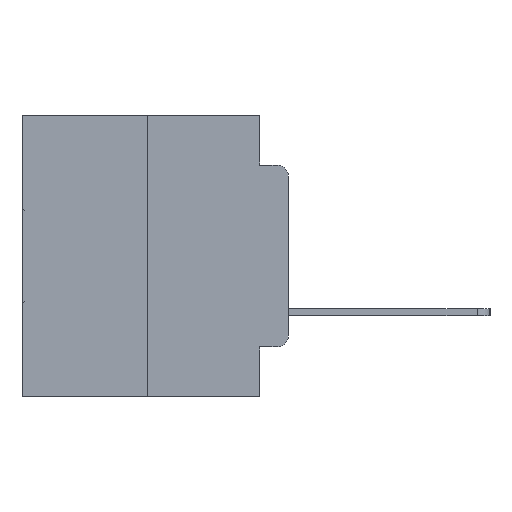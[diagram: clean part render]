
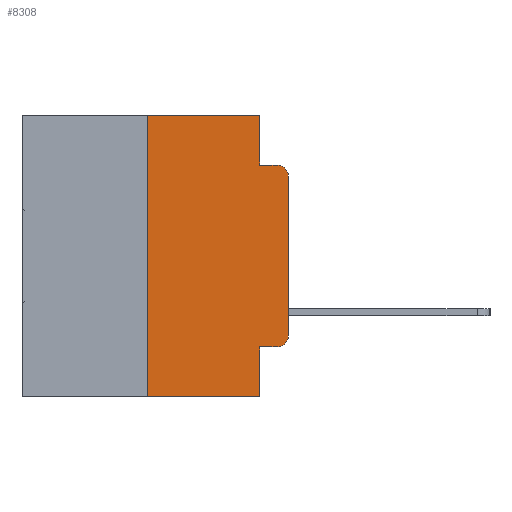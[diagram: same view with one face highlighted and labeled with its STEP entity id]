
A CAD part, left-side view. The second image highlights one B-rep face of the part: STEP entity #8308.
In plain terms, the highlighted planar face has unit normal (-1, 0, 0).
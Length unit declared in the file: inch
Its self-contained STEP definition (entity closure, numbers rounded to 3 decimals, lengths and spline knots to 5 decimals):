
#159 = LINE ( 'NONE', #6260, #30475 ) ;
#472 = VERTEX_POINT ( 'NONE', #27624 ) ;
#553 = DIRECTION ( 'NONE',  ( 0., 0., -1. ) ) ;
#580 = CARTESIAN_POINT ( 'NONE',  ( 0., 0.051, 0. ) ) ;
#659 = VERTEX_POINT ( 'NONE', #9986 ) ;
#889 = CARTESIAN_POINT ( 'NONE',  ( 0., 0.02, -0.0885 ) ) ;
#1215 = CARTESIAN_POINT ( 'NONE',  ( 0., 0., -0.3915 ) ) ;
#1652 = CARTESIAN_POINT ( 'NONE',  ( 0., 0.02, -0.1085 ) ) ;
#1710 = EDGE_CURVE ( 'NONE', #17121, #17642, #13251, .T. ) ;
#2504 = CIRCLE ( 'NONE', #6854, 0.02 ) ;
#2523 = VERTEX_POINT ( 'NONE', #14287 ) ;
#2674 = VERTEX_POINT ( 'NONE', #19710 ) ;
#2852 = LINE ( 'NONE', #2926, #14487 ) ;
#2926 = CARTESIAN_POINT ( 'NONE',  ( 0., 0.051, -0.4115 ) ) ;
#4016 = ORIENTED_EDGE ( 'NONE', *, *, #12938, .F. ) ;
#4125 = DIRECTION ( 'NONE',  ( 0., 0., -1. ) ) ;
#5179 = VERTEX_POINT ( 'NONE', #21143 ) ;
#5326 = PLANE ( 'NONE',  #19376 ) ;
#5554 = EDGE_CURVE ( 'NONE', #2674, #17121, #2852, .T. ) ;
#6253 = VECTOR ( 'NONE', #29970, 39.37008 ) ;
#6260 = CARTESIAN_POINT ( 'NONE',  ( 0., 0.473, -0.5 ) ) ;
#6854 = AXIS2_PLACEMENT_3D ( 'NONE', #1652, #18911, #4125 ) ;
#7442 = VECTOR ( 'NONE', #30259, 39.37008 ) ;
#7681 = VERTEX_POINT ( 'NONE', #21428 ) ;
#7841 = DIRECTION ( 'NONE',  ( 1., 0., 0. ) ) ;
#7899 = EDGE_CURVE ( 'NONE', #2523, #659, #14700, .T. ) ;
#8118 = VECTOR ( 'NONE', #13710, 39.37008 ) ;
#8308 = ADVANCED_FACE ( 'NONE', ( #9661 ), #5326, .F. ) ;
#8738 = CARTESIAN_POINT ( 'NONE',  ( 0., 0.25, 0. ) ) ;
#8825 = VECTOR ( 'NONE', #28521, 39.37008 ) ;
#9255 = DIRECTION ( 'NONE',  ( -1., 0., 0. ) ) ;
#9341 = CARTESIAN_POINT ( 'NONE',  ( 0., 0.02, -0.3915 ) ) ;
#9661 = FACE_OUTER_BOUND ( 'NONE', #18394, .T. ) ;
#9986 = CARTESIAN_POINT ( 'NONE',  ( 0., 0.25, 0. ) ) ;
#10065 = VECTOR ( 'NONE', #29273, 39.37008 ) ;
#11286 = ORIENTED_EDGE ( 'NONE', *, *, #24098, .F. ) ;
#11355 = ORIENTED_EDGE ( 'NONE', *, *, #1710, .T. ) ;
#12938 = EDGE_CURVE ( 'NONE', #5179, #21845, #20512, .T. ) ;
#13251 = CIRCLE ( 'NONE', #24180, 0.02 ) ;
#13710 = DIRECTION ( 'NONE',  ( 0., 0., 1. ) ) ;
#14175 = VERTEX_POINT ( 'NONE', #30764 ) ;
#14287 = CARTESIAN_POINT ( 'NONE',  ( 0., 0.25, -0.5 ) ) ;
#14397 = EDGE_CURVE ( 'NONE', #472, #5179, #28724, .T. ) ;
#14487 = VECTOR ( 'NONE', #22581, 39.37008 ) ;
#14697 = ORIENTED_EDGE ( 'NONE', *, *, #22011, .T. ) ;
#14700 = LINE ( 'NONE', #8738, #8118 ) ;
#15197 = CARTESIAN_POINT ( 'NONE',  ( 0., 0.473, 0. ) ) ;
#16286 = DIRECTION ( 'NONE',  ( 0., 0., 1. ) ) ;
#16832 = ORIENTED_EDGE ( 'NONE', *, *, #14397, .F. ) ;
#17121 = VERTEX_POINT ( 'NONE', #30819 ) ;
#17642 = VERTEX_POINT ( 'NONE', #1215 ) ;
#18362 = EDGE_CURVE ( 'NONE', #659, #472, #21837, .T. ) ;
#18394 = EDGE_LOOP ( 'NONE', ( #20938, #14697, #4016, #16832, #28526, #22906, #27886, #11286, #20065, #11355 ) ) ;
#18911 = DIRECTION ( 'NONE',  ( -1., 0., 0. ) ) ;
#19376 = AXIS2_PLACEMENT_3D ( 'NONE', #15197, #7841, #24926 ) ;
#19550 = EDGE_CURVE ( 'NONE', #2523, #14175, #159, .T. ) ;
#19710 = CARTESIAN_POINT ( 'NONE',  ( 0., 0.051, -0.4115 ) ) ;
#20065 = ORIENTED_EDGE ( 'NONE', *, *, #5554, .T. ) ;
#20296 = VECTOR ( 'NONE', #16286, 39.37008 ) ;
#20512 = LINE ( 'NONE', #30159, #7442 ) ;
#20938 = ORIENTED_EDGE ( 'NONE', *, *, #21432, .T. ) ;
#21143 = CARTESIAN_POINT ( 'NONE',  ( 0., 0.051, -0.0885 ) ) ;
#21428 = CARTESIAN_POINT ( 'NONE',  ( 0., 0., -0.1085 ) ) ;
#21432 = EDGE_CURVE ( 'NONE', #17642, #7681, #26729, .T. ) ;
#21837 = LINE ( 'NONE', #26089, #8825 ) ;
#21845 = VERTEX_POINT ( 'NONE', #889 ) ;
#22011 = EDGE_CURVE ( 'NONE', #7681, #21845, #2504, .T. ) ;
#22581 = DIRECTION ( 'NONE',  ( 0., -1., 0. ) ) ;
#22906 = ORIENTED_EDGE ( 'NONE', *, *, #7899, .F. ) ;
#24098 = EDGE_CURVE ( 'NONE', #2674, #14175, #31455, .T. ) ;
#24180 = AXIS2_PLACEMENT_3D ( 'NONE', #9341, #9255, #553 ) ;
#24381 = CARTESIAN_POINT ( 'NONE',  ( 0., 0.051, 0. ) ) ;
#24926 = DIRECTION ( 'NONE',  ( 0., 0., -1. ) ) ;
#25829 = DIRECTION ( 'NONE',  ( 0., -1., 0. ) ) ;
#26089 = CARTESIAN_POINT ( 'NONE',  ( 0., 0.473, 0. ) ) ;
#26729 = LINE ( 'NONE', #30799, #20296 ) ;
#27624 = CARTESIAN_POINT ( 'NONE',  ( 0., 0.051, 0. ) ) ;
#27886 = ORIENTED_EDGE ( 'NONE', *, *, #19550, .T. ) ;
#28521 = DIRECTION ( 'NONE',  ( 0., -1., 0. ) ) ;
#28526 = ORIENTED_EDGE ( 'NONE', *, *, #18362, .F. ) ;
#28724 = LINE ( 'NONE', #24381, #10065 ) ;
#29273 = DIRECTION ( 'NONE',  ( 0., 0., -1. ) ) ;
#29970 = DIRECTION ( 'NONE',  ( 0., 0., -1. ) ) ;
#30159 = CARTESIAN_POINT ( 'NONE',  ( 0., 0.051, -0.0885 ) ) ;
#30259 = DIRECTION ( 'NONE',  ( 0., -1., 0. ) ) ;
#30475 = VECTOR ( 'NONE', #25829, 39.37008 ) ;
#30764 = CARTESIAN_POINT ( 'NONE',  ( 0., 0.051, -0.5 ) ) ;
#30799 = CARTESIAN_POINT ( 'NONE',  ( 0., 0., 0. ) ) ;
#30819 = CARTESIAN_POINT ( 'NONE',  ( 0., 0.02, -0.4115 ) ) ;
#31455 = LINE ( 'NONE', #580, #6253 ) ;
